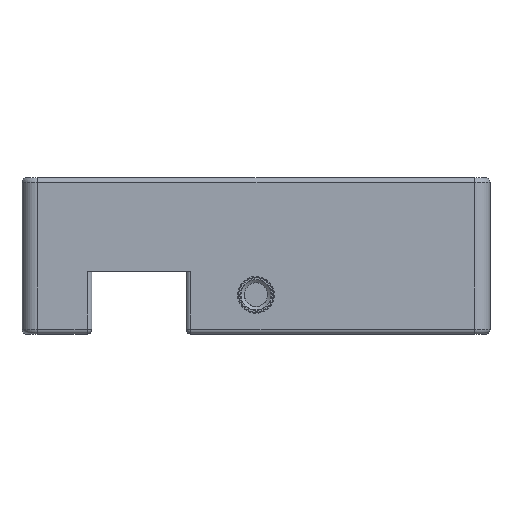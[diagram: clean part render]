
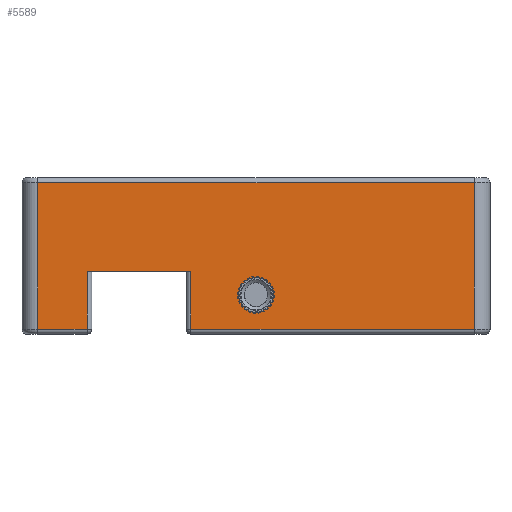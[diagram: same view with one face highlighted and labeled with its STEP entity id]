
A CAD part, top view. The second image highlights one B-rep face of the part: STEP entity #5589.
In plain terms, the highlighted planar face has unit normal (0, 0, 1).
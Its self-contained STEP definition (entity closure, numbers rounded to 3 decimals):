
#211=FACE_BOUND('',#975,.T.);
#244=PLANE('',#6236);
#637=FACE_OUTER_BOUND('',#974,.T.);
#974=EDGE_LOOP('',(#4864,#4865,#4866,#4867,#4868,#4869,#4870,#4871));
#975=EDGE_LOOP('',(#4872));
#1400=CIRCLE('',#6237,2.);
#1734=LINE('',#20399,#1885);
#1744=LINE('',#20443,#1895);
#1745=LINE('',#20446,#1896);
#1746=LINE('',#20448,#1897);
#1747=LINE('',#20450,#1898);
#1748=LINE('',#20452,#1899);
#1749=LINE('',#20454,#1900);
#1750=LINE('',#20455,#1901);
#1885=VECTOR('',#7469,10.);
#1895=VECTOR('',#7523,10.);
#1896=VECTOR('',#7526,10.);
#1897=VECTOR('',#7527,10.);
#1898=VECTOR('',#7528,10.);
#1899=VECTOR('',#7529,10.);
#1900=VECTOR('',#7530,10.);
#1901=VECTOR('',#7531,10.);
#2455=VERTEX_POINT('',#20396);
#2456=VERTEX_POINT('',#20398);
#2468=VERTEX_POINT('',#20441);
#2469=VERTEX_POINT('',#20445);
#2470=VERTEX_POINT('',#20447);
#2471=VERTEX_POINT('',#20449);
#2472=VERTEX_POINT('',#20451);
#2473=VERTEX_POINT('',#20453);
#2474=VERTEX_POINT('',#20456);
#3261=EDGE_CURVE('',#2456,#2455,#1734,.T.);
#3284=EDGE_CURVE('',#2455,#2468,#1744,.T.);
#3285=EDGE_CURVE('',#2469,#2468,#1745,.T.);
#3286=EDGE_CURVE('',#2469,#2470,#1746,.T.);
#3287=EDGE_CURVE('',#2470,#2471,#1747,.T.);
#3288=EDGE_CURVE('',#2471,#2472,#1748,.T.);
#3289=EDGE_CURVE('',#2472,#2473,#1749,.T.);
#3290=EDGE_CURVE('',#2473,#2456,#1750,.T.);
#3291=EDGE_CURVE('',#2474,#2474,#1400,.T.);
#4864=ORIENTED_EDGE('',*,*,#3261,.T.);
#4865=ORIENTED_EDGE('',*,*,#3284,.T.);
#4866=ORIENTED_EDGE('',*,*,#3285,.F.);
#4867=ORIENTED_EDGE('',*,*,#3286,.T.);
#4868=ORIENTED_EDGE('',*,*,#3287,.T.);
#4869=ORIENTED_EDGE('',*,*,#3288,.T.);
#4870=ORIENTED_EDGE('',*,*,#3289,.T.);
#4871=ORIENTED_EDGE('',*,*,#3290,.T.);
#4872=ORIENTED_EDGE('',*,*,#3291,.F.);
#5589=ADVANCED_FACE('',(#637,#211),#244,.F.);
#6236=AXIS2_PLACEMENT_3D('',#20444,#7524,#7525);
#6237=AXIS2_PLACEMENT_3D('',#20457,#7532,#7533);
#7469=DIRECTION('',(1.,0.,0.));
#7523=DIRECTION('',(0.,1.,0.));
#7524=DIRECTION('center_axis',(0.,0.,-1.));
#7525=DIRECTION('ref_axis',(-1.,0.,0.));
#7526=DIRECTION('',(-1.,0.,0.));
#7527=DIRECTION('',(0.,-1.,0.));
#7528=DIRECTION('',(1.,0.,0.));
#7529=DIRECTION('',(0.,1.,0.));
#7530=DIRECTION('',(-1.,0.,0.));
#7531=DIRECTION('',(0.,-1.,0.));
#7532=DIRECTION('center_axis',(0.,0.,1.));
#7533=DIRECTION('ref_axis',(1.,0.,0.));
#20396=CARTESIAN_POINT('',(-21.65,0.6,-30.));
#20398=CARTESIAN_POINT('',(-28.,0.6,-30.));
#20399=CARTESIAN_POINT('',(-10.525,0.6,-30.));
#20441=CARTESIAN_POINT('',(-21.65,8.,-30.));
#20443=CARTESIAN_POINT('',(-21.65,9.,-30.));
#20444=CARTESIAN_POINT('Origin',(0.,10.,-30.));
#20445=CARTESIAN_POINT('',(-8.35,8.,-30.));
#20446=CARTESIAN_POINT('',(-8.95,8.,-30.));
#20447=CARTESIAN_POINT('',(-8.35,0.6,-30.));
#20448=CARTESIAN_POINT('',(-8.35,5.,-30.));
#20449=CARTESIAN_POINT('',(28.,0.6,-30.));
#20450=CARTESIAN_POINT('',(15.,0.6,-30.));
#20451=CARTESIAN_POINT('',(28.,19.4,-30.));
#20452=CARTESIAN_POINT('',(28.,15.,-30.));
#20453=CARTESIAN_POINT('',(-28.,19.4,-30.));
#20454=CARTESIAN_POINT('',(-15.,19.4,-30.));
#20455=CARTESIAN_POINT('',(-28.,5.,-30.));
#20456=CARTESIAN_POINT('',(-2.,5.,-30.));
#20457=CARTESIAN_POINT('Origin',(0.,5.,-30.));
